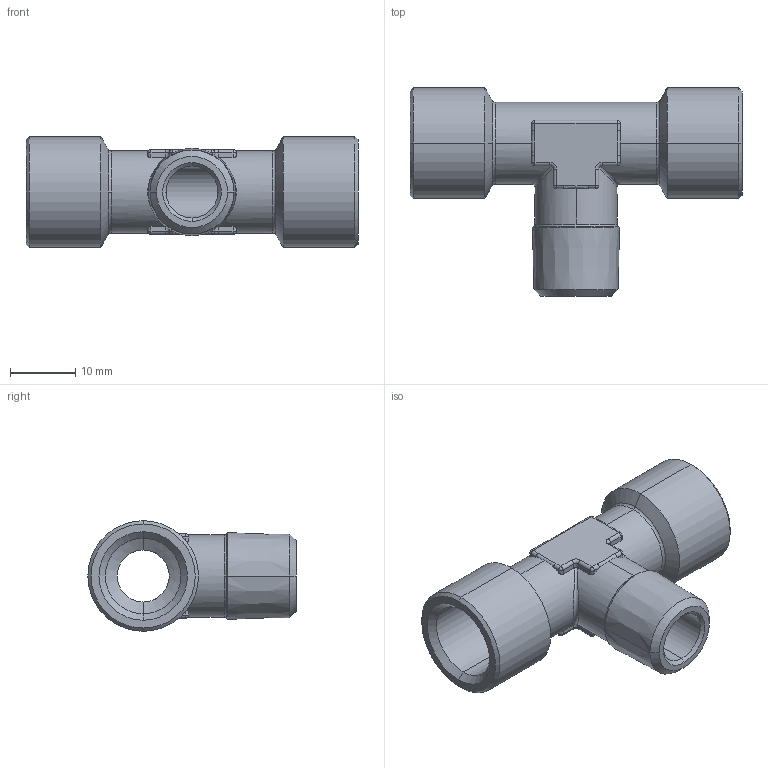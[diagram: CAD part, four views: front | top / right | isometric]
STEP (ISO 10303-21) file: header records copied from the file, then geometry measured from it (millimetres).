
FILE_DESCRIPTION (( 'STEP AP203' ), '1' );
FILE_NAME ('05140002.STEP', '2010-03-03T16:15:42', ( '' ), ( '' ), 'SwSTEP 2.0', 'SolidWorks 2009', '' );
FILE_SCHEMA (( 'CONFIG_CONTROL_DESIGN' ));
Length unit declared in the file: millimetre
Products named in the file (1): 05140002
Bounding box: 51 x 32 x 17 mm (x, y, z)
Volume: 6408.9 mm3; surface area: 5445.6 mm2
Topology: 1 solids, 1 shells, 137 faces, 332 edges, 184 vertices
Faces by surface type: cylinder 56, plane 27, cone 24, sphere 12, torus 10, bspline 8
Entity records: 4923 total; most frequent: CARTESIAN_POINT 1718, DIRECTION 698, ORIENTED_EDGE 640, EDGE_CURVE 320, AXIS2_PLACEMENT_3D 284, VERTEX_POINT 184, CIRCLE 154, EDGE_LOOP 140
